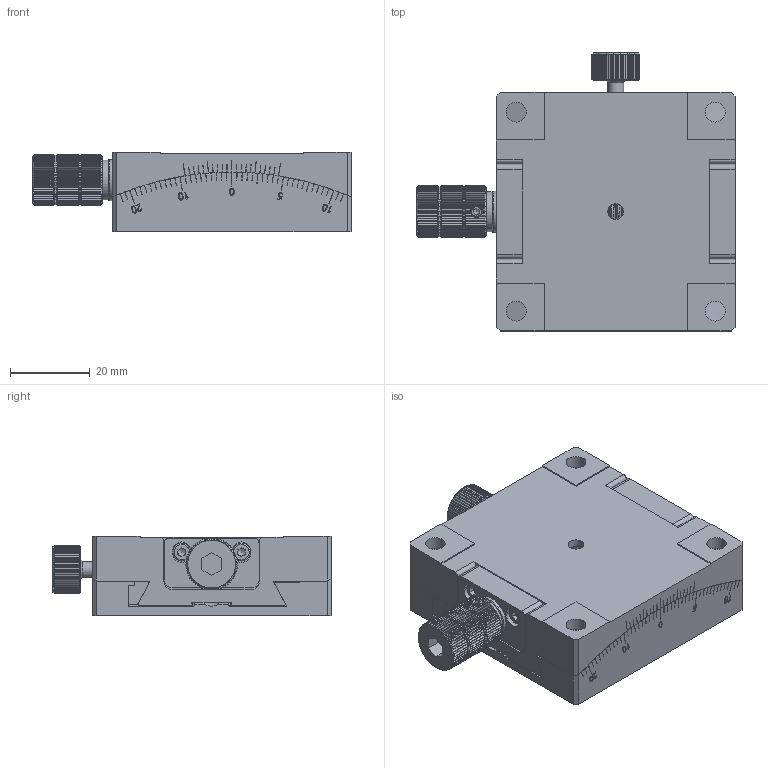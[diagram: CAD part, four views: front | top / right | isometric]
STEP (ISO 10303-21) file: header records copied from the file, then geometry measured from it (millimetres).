
FILE_DESCRIPTION (( 'STEP AP214' ), '1' );
FILE_NAME ('528951.STEP', '2024-11-12T01:49:26', ( 'Windows User' ), ( 'P R C' ), 'SwSTEP 2.0', 'SolidWorks 2020', '' );
FILE_SCHEMA (( 'AUTOMOTIVE_DESIGN' ));
Length unit declared in the file: millimetre
Products named in the file (1): 528951
Bounding box: 80 x 69.89 x 20 mm (x, y, z)
Volume: 68540.3 mm3; surface area: 33828.4 mm2
Topology: 16 solids, 16 shells, 1775 faces, 4610 edges, 2901 vertices
Faces by surface type: plane 971, cylinder 472, cone 276, bspline 56
Full cylindrical faces by diameter (mm): 2.05 x4, 2.1 x1, 2.5 x13, 3 x1, 3.3 x5, 4 x9, 4.5 x4, 5 x4, 6.5 x2, 8 x4, 9 x5, 10 x2, 10.3 x3, 12 x2
Entity records: 61703 total; most frequent: CARTESIAN_POINT 19277, ORIENTED_EDGE 8920, DIRECTION 8594, EDGE_CURVE 4460, AXIS2_PLACEMENT_3D 3066, VERTEX_POINT 2856, LINE 2462, VECTOR 2462
